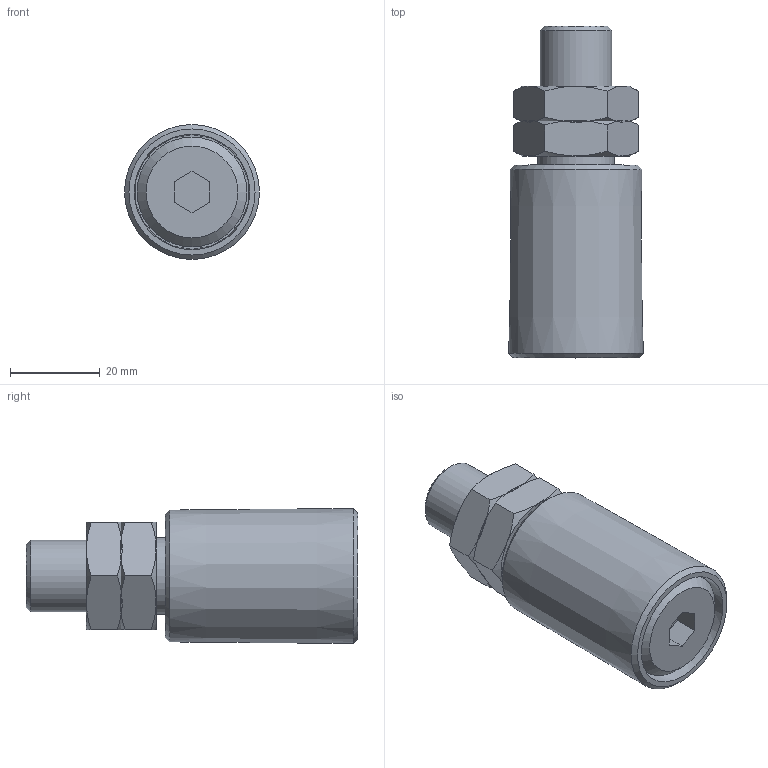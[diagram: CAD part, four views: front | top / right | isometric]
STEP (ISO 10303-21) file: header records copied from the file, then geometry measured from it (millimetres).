
FILE_DESCRIPTION(/* description */ ('230-30 - OLIVA '),/* implementation_level */ '2;1');
FILE_NAME(/* name */ '11301010 001.stp',/* time_stamp */ '2023-03-24T16:44:06+01:00',/* author */ ('gcocco'),/* organization */ (''),/* preprocessor_version */ 'ST-DEVELOPER v17.2',/* originating_system */ 'Autodesk Inventor 2019',/* authorisation */ '');
FILE_SCHEMA (('AUTOMOTIVE_DESIGN { 1 0 10303 214 3 1 1 }'));
Length unit declared in the file: millimetre
Products named in the file (4): 11301010  001; 21510003  001; 23001404; 71200512 001
Assembly tree (4 placements, depth 2):
  11301010  001
    21510003  001
    23001404
    71200512 001  x2
Bounding box: 30.1 x 74 x 30.1 mm (x, y, z)
Volume: 39493.5 mm3; surface area: 16042.6 mm2
Topology: 4 solids, 4 shells, 78 faces, 230 edges, 164 vertices
Faces by surface type: cone 31, plane 30, cylinder 9, torus 8
Full cylindrical faces by diameter (mm): 13.835 x6, 16 x1, 17 x1, 24.5 x1
Entity records: 1880 total; most frequent: CARTESIAN_POINT 332, DIRECTION 327, ORIENTED_EDGE 286, EDGE_CURVE 143, AXIS2_PLACEMENT_3D 139, VERTEX_POINT 102, CIRCLE 80, EDGE_LOOP 59
